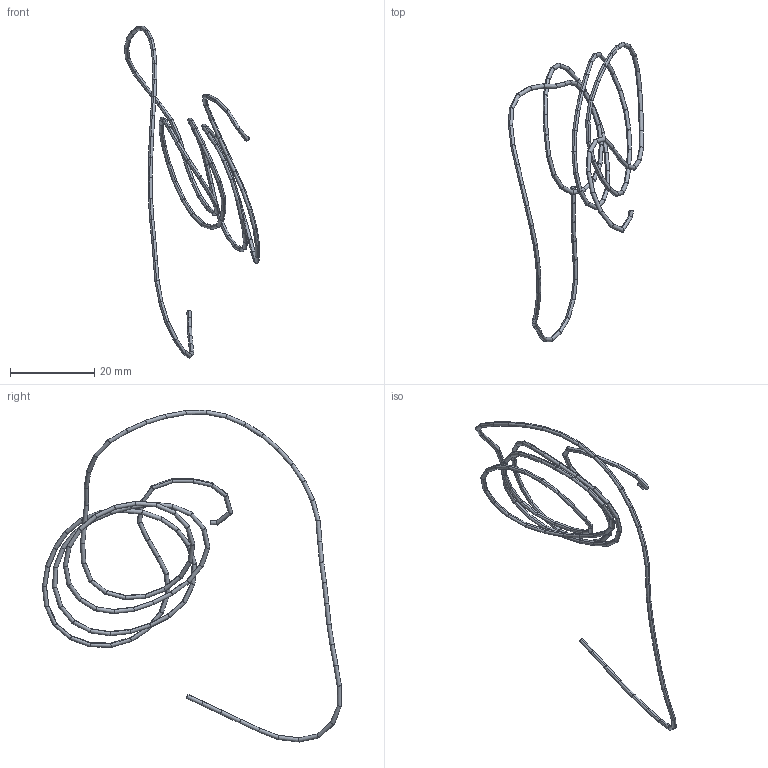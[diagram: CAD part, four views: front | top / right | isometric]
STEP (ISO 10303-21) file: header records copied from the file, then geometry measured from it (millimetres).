
FILE_DESCRIPTION(('STEP AP214'),'1');
FILE_NAME('Endocardial_03_Lead.step','2024-02-05T21:21:01',(' '),('ANSOFT Corporation'),'Spatial InterOp 3D',' ',' ');
FILE_SCHEMA(('AUTOMOTIVE_DESIGN { 1 0 10303 214 1 1 1 1 }'));
Length unit declared in the file: millimetre
Products named in the file (1): Lead1
Bounding box: 32.01 x 71.01 x 78.78 mm (x, y, z)
Volume: 457.6 mm3; surface area: 1831.9 mm2
Topology: 1 solids, 1 shells, 240 faces, 700 edges, 462 vertices
Faces by surface type: cylinder 238, plane 2
Entity records: 8238 total; most frequent: DIRECTION 1644, CARTESIAN_POINT 1403, ORIENTED_EDGE 1400, AXIS2_PLACEMENT_3D 703, EDGE_CURVE 700, VERTEX_POINT 462, ELLIPSE 454, ADVANCED_FACE 240
